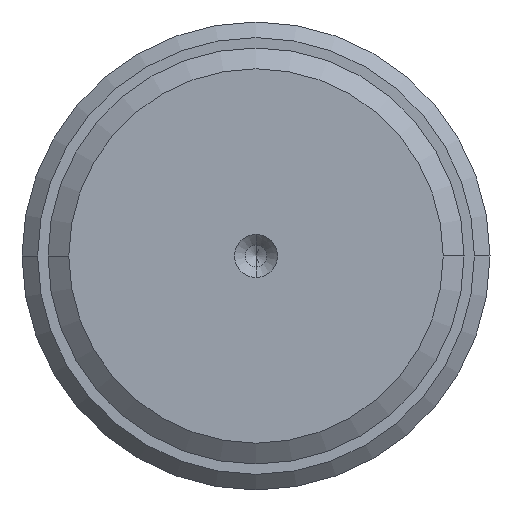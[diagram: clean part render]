
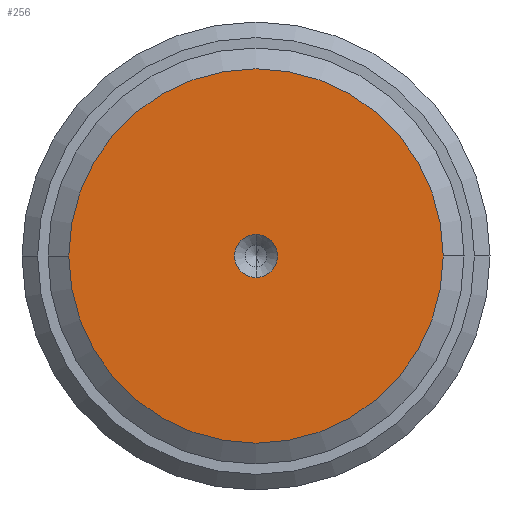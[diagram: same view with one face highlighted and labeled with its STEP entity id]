
A CAD part, left-side view. The second image highlights one B-rep face of the part: STEP entity #256.
In plain terms, the highlighted planar face has unit normal (-1, 0, 0).
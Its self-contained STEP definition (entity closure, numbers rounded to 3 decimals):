
#20 = ORIENTED_EDGE ( 'NONE', *, *, #1507, .T. ) ;
#71 = ORIENTED_EDGE ( 'NONE', *, *, #197, .T. ) ;
#73 = PLANE ( 'NONE',  #2335 ) ;
#84 = CARTESIAN_POINT ( 'NONE',  ( 0., 0., 0. ) ) ;
#197 = EDGE_CURVE ( 'NONE', #1427, #723, #2407, .T. ) ;
#223 = CARTESIAN_POINT ( 'NONE',  ( 0., 0., 2.075 ) ) ;
#229 = CARTESIAN_POINT ( 'NONE',  ( 0., 0., -2.075 ) ) ;
#256 = ADVANCED_FACE ( 'NONE', ( #2159, #1783 ), #73, .T. ) ;
#412 = VERTEX_POINT ( 'NONE', #1366 ) ;
#445 = AXIS2_PLACEMENT_3D ( 'NONE', #84, #499, #1264 ) ;
#459 = CARTESIAN_POINT ( 'NONE',  ( 0., 0., 0. ) ) ;
#499 = DIRECTION ( 'NONE',  ( -1., 0., 0. ) ) ;
#621 = DIRECTION ( 'NONE',  ( 0., -1., 0. ) ) ;
#634 = CARTESIAN_POINT ( 'NONE',  ( 0., 0., 0. ) ) ;
#697 = CARTESIAN_POINT ( 'NONE',  ( 0., 0., 0. ) ) ;
#723 = VERTEX_POINT ( 'NONE', #223 ) ;
#781 = DIRECTION ( 'NONE',  ( -1., 0., 0. ) ) ;
#834 = AXIS2_PLACEMENT_3D ( 'NONE', #634, #1380, #621 ) ;
#1038 = CIRCLE ( 'NONE', #2420, 18. ) ;
#1076 = DIRECTION ( 'NONE',  ( 0., -1., 0. ) ) ;
#1093 = ORIENTED_EDGE ( 'NONE', *, *, #2238, .T. ) ;
#1161 = DIRECTION ( 'NONE',  ( -1., 0., 0. ) ) ;
#1215 = DIRECTION ( 'NONE',  ( 0., -1., 0. ) ) ;
#1264 = DIRECTION ( 'NONE',  ( 0., -1., 0. ) ) ;
#1287 = CIRCLE ( 'NONE', #2036, 2.075 ) ;
#1366 = CARTESIAN_POINT ( 'NONE',  ( 0., -18., 0. ) ) ;
#1380 = DIRECTION ( 'NONE',  ( 1., 0., 0. ) ) ;
#1410 = EDGE_LOOP ( 'NONE', ( #20, #1093 ) ) ;
#1427 = VERTEX_POINT ( 'NONE', #229 ) ;
#1469 = DIRECTION ( 'NONE',  ( 1., 0., 0. ) ) ;
#1507 = EDGE_CURVE ( 'NONE', #1584, #412, #2191, .T. ) ;
#1584 = VERTEX_POINT ( 'NONE', #1981 ) ;
#1586 = EDGE_LOOP ( 'NONE', ( #1991, #71 ) ) ;
#1783 = FACE_OUTER_BOUND ( 'NONE', #1410, .T. ) ;
#1875 = CARTESIAN_POINT ( 'NONE',  ( 0., 0., 0. ) ) ;
#1981 = CARTESIAN_POINT ( 'NONE',  ( 0., 18., 0. ) ) ;
#1982 = EDGE_CURVE ( 'NONE', #723, #1427, #1287, .T. ) ;
#1991 = ORIENTED_EDGE ( 'NONE', *, *, #1982, .T. ) ;
#2036 = AXIS2_PLACEMENT_3D ( 'NONE', #697, #1469, #1076 ) ;
#2159 = FACE_BOUND ( 'NONE', #1586, .T. ) ;
#2191 = CIRCLE ( 'NONE', #445, 18. ) ;
#2232 = DIRECTION ( 'NONE',  ( 0., -1., 0. ) ) ;
#2238 = EDGE_CURVE ( 'NONE', #412, #1584, #1038, .T. ) ;
#2335 = AXIS2_PLACEMENT_3D ( 'NONE', #459, #1161, #1215 ) ;
#2407 = CIRCLE ( 'NONE', #834, 2.075 ) ;
#2420 = AXIS2_PLACEMENT_3D ( 'NONE', #1875, #781, #2232 ) ;
